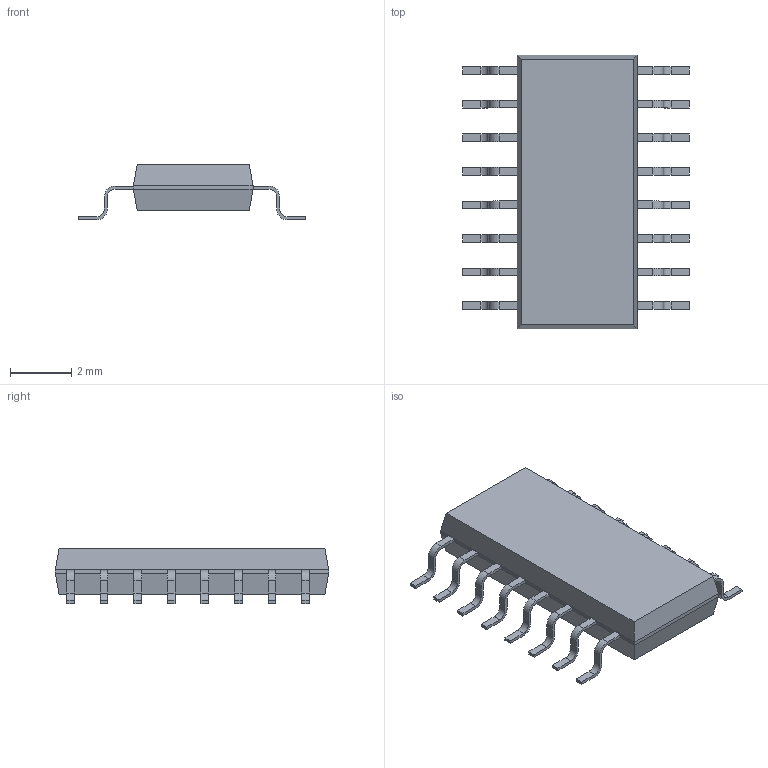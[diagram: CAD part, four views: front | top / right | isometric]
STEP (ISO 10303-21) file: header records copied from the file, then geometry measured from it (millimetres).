
FILE_DESCRIPTION (( 'STEP AP214' ), '1' );
FILE_NAME ('A1344749-6BA3-412D-9BB3-A8CE9150E979.STEP', '2007-03-07T22:08:01', ( 'sysAdmin' ), ( 'SolidWorks' ), 'SwSTEP 2.0', 'SolidWorks 2007', '' );
FILE_SCHEMA (( 'AUTOMOTIVE_DESIGN' ));
Length unit declared in the file: millimetre
Products named in the file (1): A1344749-6BA3-412D-9BB3-A8CE9150E979
Bounding box: 7.44 x 8.96 x 1.81 mm (x, y, z)
Volume: 52.5 mm3; surface area: 131.3 mm2
Topology: 1 solids, 1 shells, 222 faces, 604 edges, 400 vertices
Faces by surface type: plane 158, cylinder 64
Entity records: 9437 total; most frequent: CARTESIAN_POINT 1227, ORIENTED_EDGE 1208, DIRECTION 1178, EDGE_CURVE 604, LINE 476, VECTOR 476, VERTEX_POINT 400, AXIS2_PLACEMENT_3D 351
